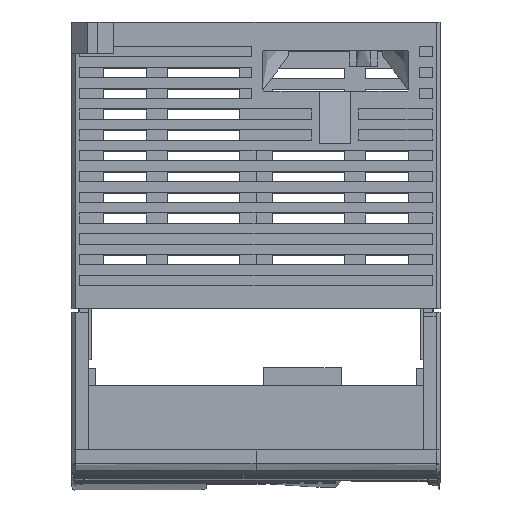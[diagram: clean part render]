
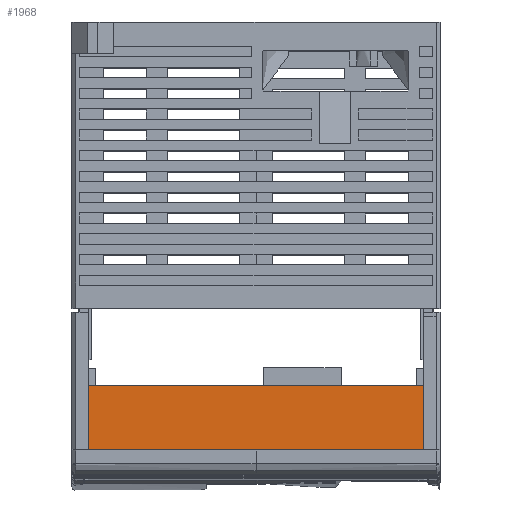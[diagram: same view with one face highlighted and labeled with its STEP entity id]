
A CAD part, top view. The second image highlights one B-rep face of the part: STEP entity #1968.
In plain terms, the highlighted planar face has unit normal (0, 0, -1).
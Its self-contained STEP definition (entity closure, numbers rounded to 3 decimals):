
#1968=ADVANCED_FACE('',(#4096),#37586,.T.);
#4096=FACE_OUTER_BOUND('',#6464,.T.);
#6464=EDGE_LOOP('',(#16453,#16454,#16455,#16456,#16457,#16458,#16459,#16460,
#16461,#16462,#16463));
#16453=ORIENTED_EDGE('',*,*,#23974,.T.);
#16454=ORIENTED_EDGE('',*,*,#23976,.T.);
#16455=ORIENTED_EDGE('',*,*,#23967,.F.);
#16456=ORIENTED_EDGE('',*,*,#23970,.F.);
#16457=ORIENTED_EDGE('',*,*,#23977,.T.);
#16458=ORIENTED_EDGE('',*,*,#23908,.F.);
#16459=ORIENTED_EDGE('',*,*,#23910,.F.);
#16460=ORIENTED_EDGE('',*,*,#23913,.F.);
#16461=ORIENTED_EDGE('',*,*,#23914,.F.);
#16462=ORIENTED_EDGE('',*,*,#23972,.F.);
#16463=ORIENTED_EDGE('',*,*,#23973,.F.);
#23908=EDGE_CURVE('',#34797,#34796,#30470,.T.);
#23910=EDGE_CURVE('',#34798,#34797,#30472,.T.);
#23913=EDGE_CURVE('',#34799,#34798,#30475,.T.);
#23914=EDGE_CURVE('',#34800,#34799,#30476,.T.);
#23967=EDGE_CURVE('',#34814,#34392,#30524,.T.);
#23970=EDGE_CURVE('',#34815,#34814,#30527,.T.);
#23972=EDGE_CURVE('',#34816,#34800,#30529,.T.);
#23973=EDGE_CURVE('',#34817,#34816,#30530,.T.);
#23974=EDGE_CURVE('',#34817,#33822,#30531,.T.);
#23976=EDGE_CURVE('',#33822,#34392,#30533,.T.);
#23977=EDGE_CURVE('',#34815,#34796,#30534,.T.);
#30470=B_SPLINE_CURVE_WITH_KNOTS('',1,(#63165,#63166),.UNSPECIFIED.,.F.,
 .F.,(2,2),(-15.21,0.),.UNSPECIFIED.);
#30472=B_SPLINE_CURVE_WITH_KNOTS('',1,(#63169,#63170),.UNSPECIFIED.,.F.,
 .F.,(2,2),(-0.3,0.3),.UNSPECIFIED.);
#30475=B_SPLINE_CURVE_WITH_KNOTS('',1,(#63175,#63176),.UNSPECIFIED.,.F.,
 .F.,(2,2),(-8.195,8.195),.UNSPECIFIED.);
#30476=B_SPLINE_CURVE_WITH_KNOTS('',1,(#63177,#63178),.UNSPECIFIED.,.F.,
 .F.,(2,2),(-32.2,0.),.UNSPECIFIED.);
#30524=B_SPLINE_CURVE_WITH_KNOTS('',3,(#63319,#63320,#63321,#63322),
 .UNSPECIFIED.,.F.,.F.,(4,4),(-76.403,-71.403),
 .UNSPECIFIED.);
#30527=B_SPLINE_CURVE_WITH_KNOTS('',3,(#63327,#63328,#63329,#63330),
 .UNSPECIFIED.,.F.,.F.,(4,4),(-77.403,-76.403),
 .UNSPECIFIED.);
#30529=B_SPLINE_CURVE_WITH_KNOTS('',3,(#63333,#63334,#63335,#63336),
 .UNSPECIFIED.,.F.,.F.,(4,4),(-161.49,-151.646),
 .UNSPECIFIED.);
#30530=B_SPLINE_CURVE_WITH_KNOTS('',3,(#63337,#63338,#63339,#63340),
 .UNSPECIFIED.,.F.,.F.,(4,4),(-162.491,-161.49),
 .UNSPECIFIED.);
#30531=B_SPLINE_CURVE_WITH_KNOTS('',3,(#63341,#63342,#63343,#63344),
 .UNSPECIFIED.,.F.,.F.,(4,4),(0.,5.),.UNSPECIFIED.);
#30533=B_SPLINE_CURVE_WITH_KNOTS('',1,(#63347,#63348,#63349,#63350,#63351),
 .UNSPECIFIED.,.F.,.F.,(2,1,1,1,2),(-67.9,-34.698,
-18.308,-17.708,-1.498),.UNSPECIFIED.);
#30534=B_SPLINE_CURVE_WITH_KNOTS('',3,(#63352,#63353,#63354,#63355),
 .UNSPECIFIED.,.F.,.F.,(4,4),(77.403,87.246),
 .UNSPECIFIED.);
#33822=VERTEX_POINT('',#56659);
#34392=VERTEX_POINT('',#57229);
#34796=VERTEX_POINT('',#57633);
#34797=VERTEX_POINT('',#57634);
#34798=VERTEX_POINT('',#57635);
#34799=VERTEX_POINT('',#57636);
#34800=VERTEX_POINT('',#57637);
#34814=VERTEX_POINT('',#57651);
#34815=VERTEX_POINT('',#57652);
#34816=VERTEX_POINT('',#57653);
#34817=VERTEX_POINT('',#57654);
#37586=PLANE('',#39277);
#39277=AXIS2_PLACEMENT_3D('',#55107,#40866,$);
#40866=DIRECTION('',(0.,0.,-1.));
#55107=CARTESIAN_POINT('',(-36.885,-16.414,29.19));
#56659=CARTESIAN_POINT('',(-36.885,-16.414,29.19));
#57229=CARTESIAN_POINT('',(29.517,-16.414,29.19));
#57633=CARTESIAN_POINT('',(28.517,-31.257,29.19));
#57634=CARTESIAN_POINT('',(13.307,-31.257,29.19));
#57635=CARTESIAN_POINT('',(12.707,-31.257,29.19));
#57636=CARTESIAN_POINT('',(-3.683,-31.257,29.19));
#57637=CARTESIAN_POINT('',(-35.883,-31.257,29.19));
#57651=CARTESIAN_POINT('',(29.517,-21.414,29.19));
#57652=CARTESIAN_POINT('',(28.517,-21.414,29.19));
#57653=CARTESIAN_POINT('',(-35.883,-21.414,29.19));
#57654=CARTESIAN_POINT('',(-36.885,-21.414,29.19));
#63165=CARTESIAN_POINT('',(13.307,-31.257,29.19));
#63166=CARTESIAN_POINT('',(28.517,-31.257,29.19));
#63169=CARTESIAN_POINT('',(12.707,-31.257,29.19));
#63170=CARTESIAN_POINT('',(13.307,-31.257,29.19));
#63175=CARTESIAN_POINT('',(-3.683,-31.257,29.19));
#63176=CARTESIAN_POINT('',(12.707,-31.257,29.19));
#63177=CARTESIAN_POINT('',(-35.883,-31.257,29.19));
#63178=CARTESIAN_POINT('',(-3.683,-31.257,29.19));
#63319=CARTESIAN_POINT('',(29.517,-21.414,29.19));
#63320=CARTESIAN_POINT('',(29.517,-19.747,29.19));
#63321=CARTESIAN_POINT('',(29.517,-18.08,29.19));
#63322=CARTESIAN_POINT('',(29.517,-16.414,29.19));
#63327=CARTESIAN_POINT('',(28.517,-21.414,29.19));
#63328=CARTESIAN_POINT('',(28.85,-21.414,29.19));
#63329=CARTESIAN_POINT('',(29.184,-21.414,29.19));
#63330=CARTESIAN_POINT('',(29.517,-21.414,29.19));
#63333=CARTESIAN_POINT('',(-35.883,-21.414,29.19));
#63334=CARTESIAN_POINT('',(-35.883,-24.695,29.19));
#63335=CARTESIAN_POINT('',(-35.883,-27.976,29.19));
#63336=CARTESIAN_POINT('',(-35.883,-31.257,29.19));
#63337=CARTESIAN_POINT('',(-36.885,-21.414,29.19));
#63338=CARTESIAN_POINT('',(-36.551,-21.414,29.19));
#63339=CARTESIAN_POINT('',(-36.217,-21.414,29.19));
#63340=CARTESIAN_POINT('',(-35.883,-21.414,29.19));
#63341=CARTESIAN_POINT('',(-36.885,-21.414,29.19));
#63342=CARTESIAN_POINT('',(-36.885,-19.747,29.19));
#63343=CARTESIAN_POINT('',(-36.885,-18.08,29.19));
#63344=CARTESIAN_POINT('',(-36.885,-16.414,29.19));
#63347=CARTESIAN_POINT('',(-36.885,-16.414,29.19));
#63348=CARTESIAN_POINT('',(-3.683,-16.414,29.19));
#63349=CARTESIAN_POINT('',(12.707,-16.414,29.19));
#63350=CARTESIAN_POINT('',(13.307,-16.414,29.19));
#63351=CARTESIAN_POINT('',(29.517,-16.414,29.19));
#63352=CARTESIAN_POINT('',(28.517,-21.414,29.19));
#63353=CARTESIAN_POINT('',(28.517,-24.695,29.19));
#63354=CARTESIAN_POINT('',(28.517,-27.976,29.19));
#63355=CARTESIAN_POINT('',(28.517,-31.257,29.19));
